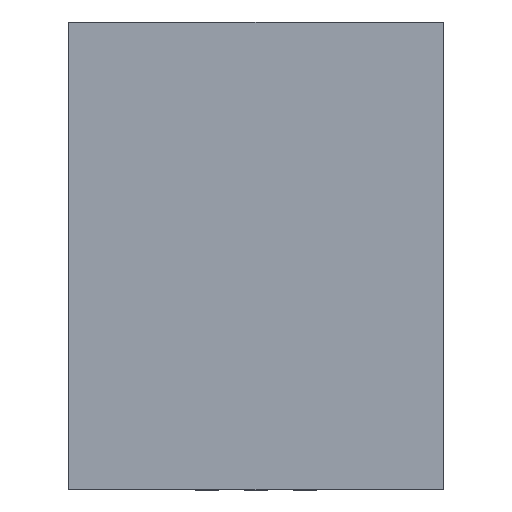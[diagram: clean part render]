
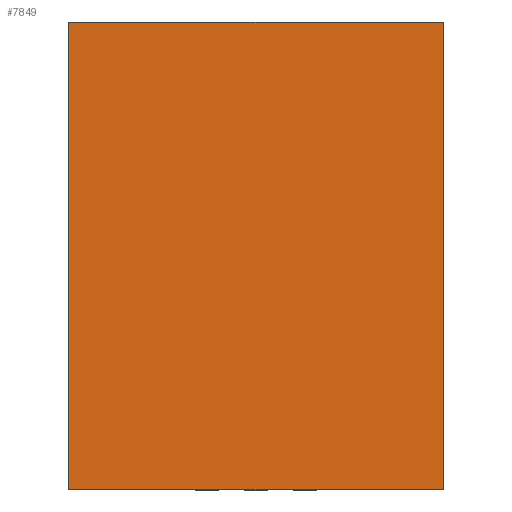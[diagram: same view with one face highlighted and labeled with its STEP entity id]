
A CAD part, top view. The second image highlights one B-rep face of the part: STEP entity #7849.
In plain terms, the highlighted face is planar.
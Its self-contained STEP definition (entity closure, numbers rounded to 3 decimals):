
#5873=DIRECTION('',(0.,0.,1.));
#5874=VECTOR('',#5873,5.);
#5875=CARTESIAN_POINT('',(-2.,0.975,-2.5));
#5876=LINE('',#5875,#5874);
#5880=DIRECTION('',(-1.,0.,0.));
#5881=VECTOR('',#5880,4.);
#5882=CARTESIAN_POINT('',(2.,0.975,-2.5));
#5883=LINE('',#5882,#5881);
#5887=DIRECTION('',(0.,0.,-1.));
#5888=VECTOR('',#5887,5.);
#5889=CARTESIAN_POINT('',(2.,0.975,2.5));
#5890=LINE('',#5889,#5888);
#5894=DIRECTION('',(1.,0.,0.));
#5895=VECTOR('',#5894,4.);
#5896=CARTESIAN_POINT('',(-2.,0.975,2.5));
#5897=LINE('',#5896,#5895);
#6777=CARTESIAN_POINT('',(-2.,0.975,-2.5));
#6778=CARTESIAN_POINT('',(-2.,0.975,2.5));
#6779=VERTEX_POINT('',#6777);
#6780=VERTEX_POINT('',#6778);
#6781=CARTESIAN_POINT('',(2.,0.975,2.5));
#6782=VERTEX_POINT('',#6781);
#6783=CARTESIAN_POINT('',(2.,0.975,-2.5));
#6784=VERTEX_POINT('',#6783);
#7837=CARTESIAN_POINT('',(0.,0.975,0.));
#7838=DIRECTION('',(0.,1.,0.));
#7839=DIRECTION('',(1.,0.,0.));
#7840=AXIS2_PLACEMENT_3D('',#7837,#7838,#7839);
#7841=PLANE('',#7840);
#7842=ORIENTED_EDGE('',*,*,#7499,.F.);
#7843=ORIENTED_EDGE('',*,*,#7585,.F.);
#7845=ORIENTED_EDGE('',*,*,#7844,.F.);
#7846=ORIENTED_EDGE('',*,*,#7776,.F.);
#7847=EDGE_LOOP('',(#7842,#7843,#7845,#7846));
#7848=FACE_OUTER_BOUND('',#7847,.F.);
#7849=ADVANCED_FACE('',(#7848),#7841,.T.);
#7499=EDGE_CURVE('',#6779,#6780,#5876,.T.);
#7585=EDGE_CURVE('',#6784,#6779,#5883,.T.);
#7776=EDGE_CURVE('',#6780,#6782,#5897,.T.);
#7844=EDGE_CURVE('',#6782,#6784,#5890,.T.);
